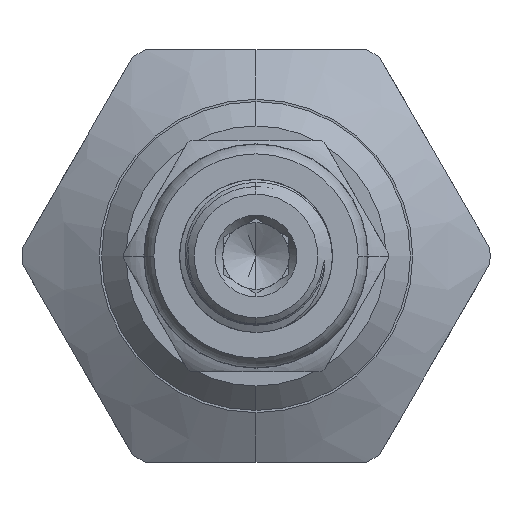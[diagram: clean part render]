
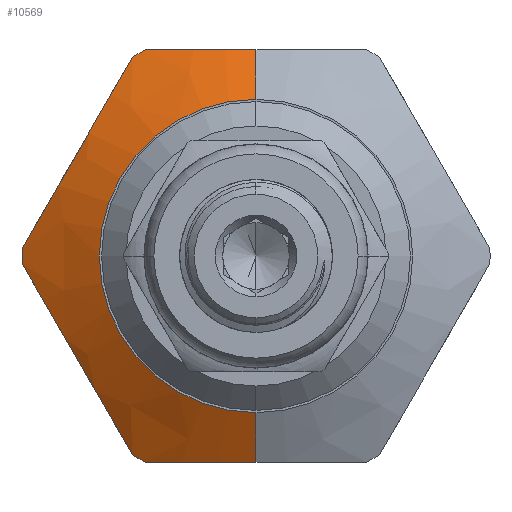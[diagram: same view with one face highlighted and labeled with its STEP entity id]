
A CAD part, left-side view. The second image highlights one B-rep face of the part: STEP entity #10569.
In plain terms, the highlighted conical face has half-angle 60 degrees and reference radius 14.4 mm.
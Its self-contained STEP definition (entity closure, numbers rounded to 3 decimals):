
#39 = DIRECTION ( 'NONE',  ( -1., 0., 0. ) ) ;
#148 = DIRECTION ( 'NONE',  ( -1., 0., 0. ) ) ;
#359 = DIRECTION ( 'NONE',  ( 1., 0., 0. ) ) ;
#421 = CARTESIAN_POINT ( 'NONE',  ( 13.945, 2.871, -12.7 ) ) ;
#500 = CARTESIAN_POINT ( 'NONE',  ( 14.748, 7.605, 12.228 ) ) ;
#631 = CARTESIAN_POINT ( 'NONE',  ( 13.878, 2.296, 12.7 ) ) ;
#720 = CIRCLE ( 'NONE', #12426, 14.4 ) ;
#736 = CARTESIAN_POINT ( 'NONE',  ( 14.748, 14.392, 0.472 ) ) ;
#952 = CARTESIAN_POINT ( 'NONE',  ( 14.748, 0., 0. ) ) ;
#1004 = VECTOR ( 'NONE', #12072, 1000. ) ;
#1040 = ORIENTED_EDGE ( 'NONE', *, *, #2736, .F. ) ;
#1819 = CARTESIAN_POINT ( 'NONE',  ( 13.768, 10.414, -7.362 ) ) ;
#1831 = DIRECTION ( 'NONE',  ( 0., 0., 1. ) ) ;
#1960 = CARTESIAN_POINT ( 'NONE',  ( 13.767, 0., -12.7 ) ) ;
#2057 = CIRCLE ( 'NONE', #10222, 14.4 ) ;
#2155 = CARTESIAN_POINT ( 'NONE',  ( 13.943, 9.573, 8.819 ) ) ;
#2166 = CARTESIAN_POINT ( 'NONE',  ( 14.748, 6.787, 12.7 ) ) ;
#2269 = DIRECTION ( 'NONE',  ( -1., 0., 0. ) ) ;
#2572 = LINE ( 'NONE', #4734, #1004 ) ;
#2652 = CARTESIAN_POINT ( 'NONE',  ( 14.748, 0., 0. ) ) ;
#2690 = EDGE_CURVE ( 'NONE', #9616, #8053, #2057, .T. ) ;
#2736 = EDGE_CURVE ( 'NONE', #6185, #9203, #15403, .T. ) ;
#2881 = CARTESIAN_POINT ( 'NONE',  ( 14.202, 4.574, -12.7 ) ) ;
#3031 = VERTEX_POINT ( 'NONE', #4184 ) ;
#3107 = CARTESIAN_POINT ( 'NONE',  ( 14.199, 8.719, -10.298 ) ) ;
#3261 = CIRCLE ( 'NONE', #6052, 14.4 ) ;
#4007 = CIRCLE ( 'NONE', #8021, 9.64 ) ;
#4053 = ORIENTED_EDGE ( 'NONE', *, *, #8620, .F. ) ;
#4184 = CARTESIAN_POINT ( 'NONE',  ( 12., 0., -9.64 ) ) ;
#4369 = FACE_OUTER_BOUND ( 'NONE', #14761, .T. ) ;
#4539 = ORIENTED_EDGE ( 'NONE', *, *, #5183, .T. ) ;
#4657 = VERTEX_POINT ( 'NONE', #10218 ) ;
#4734 = CARTESIAN_POINT ( 'NONE',  ( 14.748, 0., -14.4 ) ) ;
#4809 = DIRECTION ( 'NONE',  ( 0., 0., 1. ) ) ;
#4914 = VERTEX_POINT ( 'NONE', #2166 ) ;
#5183 = EDGE_CURVE ( 'NONE', #4914, #9203, #3261, .T. ) ;
#5246 = CARTESIAN_POINT ( 'NONE',  ( 14.748, 0., 0. ) ) ;
#5430 = CARTESIAN_POINT ( 'NONE',  ( 14.449, 5.688, 12.7 ) ) ;
#5545 = ORIENTED_EDGE ( 'NONE', *, *, #6399, .T. ) ;
#5894 = CARTESIAN_POINT ( 'NONE',  ( 14.748, 7.605, 12.228 ) ) ;
#6010 = CARTESIAN_POINT ( 'NONE',  ( 13.768, 11.583, 5.338 ) ) ;
#6052 = AXIS2_PLACEMENT_3D ( 'NONE', #8783, #39, #7583 ) ;
#6185 = VERTEX_POINT ( 'NONE', #736 ) ;
#6399 = EDGE_CURVE ( 'NONE', #6185, #8659, #720, .T. ) ;
#6568 = ORIENTED_EDGE ( 'NONE', *, *, #2690, .T. ) ;
#6670 = CARTESIAN_POINT ( 'NONE',  ( 13.767, 0.572, 12.7 ) ) ;
#6845 = CARTESIAN_POINT ( 'NONE',  ( 14.445, 13.836, -1.435 ) ) ;
#6878 = CARTESIAN_POINT ( 'NONE',  ( 14.748, 6.787, 12.7 ) ) ;
#7020 = CARTESIAN_POINT ( 'NONE',  ( 14.748, 0., 14.4 ) ) ;
#7303 = ORIENTED_EDGE ( 'NONE', *, *, #9996, .F. ) ;
#7484 = VERTEX_POINT ( 'NONE', #1960 ) ;
#7583 = DIRECTION ( 'NONE',  ( 0., 0., 1. ) ) ;
#7759 = CARTESIAN_POINT ( 'NONE',  ( 13.789, 1.146, -12.7 ) ) ;
#8013 = CARTESIAN_POINT ( 'NONE',  ( 13.945, 2.871, 12.7 ) ) ;
#8021 = AXIS2_PLACEMENT_3D ( 'NONE', #10605, #14249, #1831 ) ;
#8053 = VERTEX_POINT ( 'NONE', #9226 ) ;
#8227 = VERTEX_POINT ( 'NONE', #10719 ) ;
#8277 = DIRECTION ( 'NONE',  ( 0.5, 0., 0.866 ) ) ;
#8440 = ORIENTED_EDGE ( 'NONE', *, *, #9878, .F. ) ;
#8522 = CARTESIAN_POINT ( 'NONE',  ( 14.748, 7.605, -12.228 ) ) ;
#8606 = CARTESIAN_POINT ( 'NONE',  ( 13.766, 10.722, 6.83 ) ) ;
#8620 = EDGE_CURVE ( 'NONE', #4657, #3031, #4007, .T. ) ;
#8659 = VERTEX_POINT ( 'NONE', #11744 ) ;
#8783 = CARTESIAN_POINT ( 'NONE',  ( 14.748, 0., 0. ) ) ;
#9070 = CARTESIAN_POINT ( 'NONE',  ( 13.767, 0., -12.7 ) ) ;
#9099 = CARTESIAN_POINT ( 'NONE',  ( 13.877, 12.139, -4.375 ) ) ;
#9142 = CARTESIAN_POINT ( 'NONE',  ( 14.748, 7.605, -12.228 ) ) ;
#9203 = VERTEX_POINT ( 'NONE', #500 ) ;
#9226 = CARTESIAN_POINT ( 'NONE',  ( 14.748, 6.787, -12.7 ) ) ;
#9253 = CARTESIAN_POINT ( 'NONE',  ( 14.446, 8.16, -11.266 ) ) ;
#9321 = CARTESIAN_POINT ( 'NONE',  ( 13.789, 1.146, 12.7 ) ) ;
#9370 = CARTESIAN_POINT ( 'NONE',  ( 13.767, 0., 12.7 ) ) ;
#9441 = B_SPLINE_CURVE_WITH_KNOTS ( 'NONE', 3,
 ( #9070, #10308, #7759, #11557, #421, #2881, #14012, #13855 ),
 .UNSPECIFIED., .F., .F.,
 ( 4, 2, 2, 4 ),
 ( 0.02, 0.022, 0.024, 0.027 ),
 .UNSPECIFIED. ) ;
#9479 = AXIS2_PLACEMENT_3D ( 'NONE', #5246, #359, #15217 ) ;
#9592 = CARTESIAN_POINT ( 'NONE',  ( 14.446, 13.837, 1.434 ) ) ;
#9616 = VERTEX_POINT ( 'NONE', #8522 ) ;
#9878 = EDGE_CURVE ( 'NONE', #7484, #8053, #9441, .T. ) ;
#9996 = EDGE_CURVE ( 'NONE', #4914, #8227, #15818, .T. ) ;
#10218 = CARTESIAN_POINT ( 'NONE',  ( 12., 0., 9.64 ) ) ;
#10222 = AXIS2_PLACEMENT_3D ( 'NONE', #952, #2269, #15753 ) ;
#10308 = CARTESIAN_POINT ( 'NONE',  ( 13.767, 0.572, -12.7 ) ) ;
#10385 = CARTESIAN_POINT ( 'NONE',  ( 13.86, 9.846, -8.346 ) ) ;
#10569 = ADVANCED_FACE ( 'NONE', ( #4369 ), #13649, .T. ) ;
#10605 = CARTESIAN_POINT ( 'NONE',  ( 12., 0., 0. ) ) ;
#10719 = CARTESIAN_POINT ( 'NONE',  ( 13.767, 0., 12.7 ) ) ;
#10727 = EDGE_CURVE ( 'NONE', #4657, #8227, #14410, .T. ) ;
#10826 = CARTESIAN_POINT ( 'NONE',  ( 14.445, 8.161, 11.265 ) ) ;
#11557 = CARTESIAN_POINT ( 'NONE',  ( 13.878, 2.296, -12.7 ) ) ;
#11575 = ORIENTED_EDGE ( 'NONE', *, *, #13899, .F. ) ;
#11641 = B_SPLINE_CURVE_WITH_KNOTS ( 'NONE', 3,
 ( #9142, #9253, #3107, #10385, #1819, #14236, #14038, #9099, #14134, #15418, #6845, #11730 ),
 .UNSPECIFIED., .F., .F.,
 ( 4, 2, 2, 2, 2, 4 ),
 ( 0., 0.003, 0.007, 0.009, 0.01, 0.014 ),
 .UNSPECIFIED. ) ;
#11686 = ORIENTED_EDGE ( 'NONE', *, *, #12642, .F. ) ;
#11701 = CARTESIAN_POINT ( 'NONE',  ( 14.202, 4.574, 12.7 ) ) ;
#11730 = CARTESIAN_POINT ( 'NONE',  ( 14.748, 14.392, -0.472 ) ) ;
#11744 = CARTESIAN_POINT ( 'NONE',  ( 14.748, 14.392, -0.472 ) ) ;
#12039 = CARTESIAN_POINT ( 'NONE',  ( 14.198, 8.722, 10.293 ) ) ;
#12072 = DIRECTION ( 'NONE',  ( 0.5, 0., -0.866 ) ) ;
#12155 = CARTESIAN_POINT ( 'NONE',  ( 14.748, 14.392, 0.472 ) ) ;
#12426 = AXIS2_PLACEMENT_3D ( 'NONE', #2652, #148, #4809 ) ;
#12642 = EDGE_CURVE ( 'NONE', #3031, #7484, #2572, .T. ) ;
#13401 = CARTESIAN_POINT ( 'NONE',  ( 14.199, 13.278, 2.402 ) ) ;
#13456 = CARTESIAN_POINT ( 'NONE',  ( 13.877, 9.858, 8.325 ) ) ;
#13649 = CONICAL_SURFACE ( 'NONE', #9479, 14.4, 1.047 ) ;
#13855 = CARTESIAN_POINT ( 'NONE',  ( 14.748, 6.787, -12.7 ) ) ;
#13899 = EDGE_CURVE ( 'NONE', #9616, #8659, #11641, .T. ) ;
#14012 = CARTESIAN_POINT ( 'NONE',  ( 14.449, 5.688, -12.7 ) ) ;
#14038 = CARTESIAN_POINT ( 'NONE',  ( 13.788, 11.565, -5.369 ) ) ;
#14102 = ORIENTED_EDGE ( 'NONE', *, *, #10727, .T. ) ;
#14134 = CARTESIAN_POINT ( 'NONE',  ( 13.943, 12.424, -3.881 ) ) ;
#14236 = CARTESIAN_POINT ( 'NONE',  ( 13.766, 11.275, -5.87 ) ) ;
#14249 = DIRECTION ( 'NONE',  ( -1., 0., 0. ) ) ;
#14410 = LINE ( 'NONE', #7020, #15177 ) ;
#14731 = CARTESIAN_POINT ( 'NONE',  ( 13.86, 12.151, 4.354 ) ) ;
#14761 = EDGE_LOOP ( 'NONE', ( #4053, #14102, #7303, #4539, #1040, #5545, #11575, #6568, #8440, #11686 ) ) ;
#15177 = VECTOR ( 'NONE', #8277, 1000. ) ;
#15217 = DIRECTION ( 'NONE',  ( 0., 0., -1. ) ) ;
#15403 = B_SPLINE_CURVE_WITH_KNOTS ( 'NONE', 3,
 ( #12155, #9592, #13401, #14731, #6010, #8606, #15857, #13456, #2155, #12039, #10826, #5894 ),
 .UNSPECIFIED., .F., .F.,
 ( 4, 2, 2, 2, 2, 4 ),
 ( 0., 0.003, 0.007, 0.009, 0.01, 0.014 ),
 .UNSPECIFIED. ) ;
#15418 = CARTESIAN_POINT ( 'NONE',  ( 14.198, 13.275, -2.407 ) ) ;
#15753 = DIRECTION ( 'NONE',  ( 0., 0., 1. ) ) ;
#15818 = B_SPLINE_CURVE_WITH_KNOTS ( 'NONE', 3,
 ( #6878, #5430, #11701, #8013, #631, #9321, #6670, #9370 ),
 .UNSPECIFIED., .F., .F.,
 ( 4, 2, 2, 4 ),
 ( 0.034, 0.037, 0.039, 0.041 ),
 .UNSPECIFIED. ) ;
#15857 = CARTESIAN_POINT ( 'NONE',  ( 13.788, 10.432, 7.331 ) ) ;
